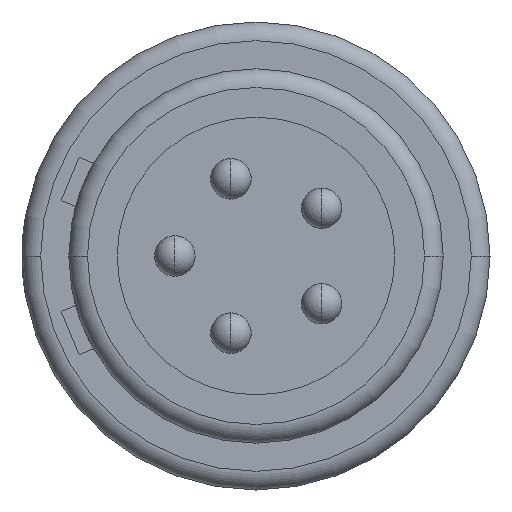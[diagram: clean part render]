
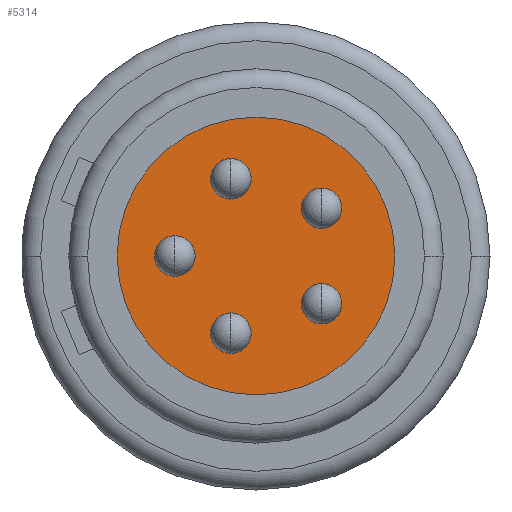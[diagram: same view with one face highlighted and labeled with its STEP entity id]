
A CAD part, left-side view. The second image highlights one B-rep face of the part: STEP entity #5314.
In plain terms, the highlighted planar face has unit normal (-1, 0, 0).
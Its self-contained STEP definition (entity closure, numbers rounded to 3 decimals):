
#1514=CARTESIAN_POINT('',(-2.5,2.6,0.));
#1515=DIRECTION('',(-1.,0.,0.));
#1516=DIRECTION('',(0.,0.,1.));
#1517=AXIS2_PLACEMENT_3D('',#1514,#1515,#1516);
#1522=CARTESIAN_POINT('',(-2.5,2.6,0.));
#1523=DIRECTION('',(-1.,0.,0.));
#1524=DIRECTION('',(0.,0.,-1.));
#1525=AXIS2_PLACEMENT_3D('',#1522,#1523,#1524);
#1530=CARTESIAN_POINT('',(-2.5,0.803,2.473));
#1531=DIRECTION('',(-1.,0.,0.));
#1532=DIRECTION('',(0.,0.,1.));
#1533=AXIS2_PLACEMENT_3D('',#1530,#1531,#1532);
#1538=CARTESIAN_POINT('',(-2.5,0.803,2.473));
#1539=DIRECTION('',(-1.,0.,0.));
#1540=DIRECTION('',(0.,0.,-1.));
#1541=AXIS2_PLACEMENT_3D('',#1538,#1539,#1540);
#1546=CARTESIAN_POINT('',(-2.5,-2.103,-1.528));
#1547=DIRECTION('',(-1.,0.,0.));
#1548=DIRECTION('',(0.,0.,1.));
#1549=AXIS2_PLACEMENT_3D('',#1546,#1547,#1548);
#1554=CARTESIAN_POINT('',(-2.5,-2.103,-1.528));
#1555=DIRECTION('',(-1.,0.,0.));
#1556=DIRECTION('',(0.,0.,-1.));
#1557=AXIS2_PLACEMENT_3D('',#1554,#1555,#1556);
#1562=CARTESIAN_POINT('',(-2.5,0.803,-2.473));
#1563=DIRECTION('',(-1.,0.,0.));
#1564=DIRECTION('',(0.,0.,1.));
#1565=AXIS2_PLACEMENT_3D('',#1562,#1563,#1564);
#1570=CARTESIAN_POINT('',(-2.5,0.803,-2.473));
#1571=DIRECTION('',(-1.,0.,0.));
#1572=DIRECTION('',(0.,0.,-1.));
#1573=AXIS2_PLACEMENT_3D('',#1570,#1571,#1572);
#1578=CARTESIAN_POINT('',(-2.5,-2.103,1.528));
#1579=DIRECTION('',(-1.,0.,0.));
#1580=DIRECTION('',(0.,0.,1.));
#1581=AXIS2_PLACEMENT_3D('',#1578,#1579,#1580);
#1586=CARTESIAN_POINT('',(-2.5,-2.103,1.528));
#1587=DIRECTION('',(-1.,0.,0.));
#1588=DIRECTION('',(0.,0.,-1.));
#1589=AXIS2_PLACEMENT_3D('',#1586,#1587,#1588);
#1594=CARTESIAN_POINT('',(-2.5,0.,0.));
#1595=DIRECTION('',(1.,0.,0.));
#1596=DIRECTION('',(0.,1.,0.));
#1597=AXIS2_PLACEMENT_3D('',#1594,#1595,#1596);
#1602=CARTESIAN_POINT('',(-2.5,0.,0.));
#1603=DIRECTION('',(1.,0.,0.));
#1604=DIRECTION('',(0.,-1.,0.));
#1605=AXIS2_PLACEMENT_3D('',#1602,#1603,#1604);
#3068=CARTESIAN_POINT('',(-2.5,2.6,0.65));
#3069=CARTESIAN_POINT('',(-2.5,2.6,-0.65));
#3070=VERTEX_POINT('',#3068);
#3071=VERTEX_POINT('',#3069);
#3072=CARTESIAN_POINT('',(-2.5,0.803,3.123));
#3073=CARTESIAN_POINT('',(-2.5,0.803,1.823));
#3074=VERTEX_POINT('',#3072);
#3075=VERTEX_POINT('',#3073);
#3076=CARTESIAN_POINT('',(-2.5,-2.103,-0.878));
#3077=CARTESIAN_POINT('',(-2.5,-2.103,-2.178));
#3078=VERTEX_POINT('',#3076);
#3079=VERTEX_POINT('',#3077);
#3080=CARTESIAN_POINT('',(-2.5,0.803,-1.823));
#3081=CARTESIAN_POINT('',(-2.5,0.803,-3.123));
#3082=VERTEX_POINT('',#3080);
#3083=VERTEX_POINT('',#3081);
#3084=CARTESIAN_POINT('',(-2.5,-2.103,2.178));
#3085=CARTESIAN_POINT('',(-2.5,-2.103,0.878));
#3086=VERTEX_POINT('',#3084);
#3087=VERTEX_POINT('',#3085);
#3167=CARTESIAN_POINT('',(-2.5,4.45,0.));
#3168=VERTEX_POINT('',#3167);
#3173=CARTESIAN_POINT('',(-2.5,-4.45,0.));
#3174=VERTEX_POINT('',#3173);
#5275=CARTESIAN_POINT('',(-2.5,0.,0.));
#5276=DIRECTION('',(1.,0.,0.));
#5277=DIRECTION('',(0.,0.,-1.));
#5278=AXIS2_PLACEMENT_3D('',#5275,#5276,#5277);
#5279=PLANE('',#5278);
#5280=ORIENTED_EDGE('',*,*,#5200,.T.);
#5281=ORIENTED_EDGE('',*,*,#5240,.T.);
#5282=EDGE_LOOP('',(#5280,#5281));
#5283=FACE_OUTER_BOUND('',#5282,.F.);
#5285=ORIENTED_EDGE('',*,*,#5284,.T.);
#5287=ORIENTED_EDGE('',*,*,#5286,.T.);
#5288=EDGE_LOOP('',(#5285,#5287));
#5289=FACE_BOUND('',#5288,.F.);
#5291=ORIENTED_EDGE('',*,*,#5290,.T.);
#5293=ORIENTED_EDGE('',*,*,#5292,.T.);
#5294=EDGE_LOOP('',(#5291,#5293));
#5295=FACE_BOUND('',#5294,.F.);
#5297=ORIENTED_EDGE('',*,*,#5296,.T.);
#5299=ORIENTED_EDGE('',*,*,#5298,.T.);
#5300=EDGE_LOOP('',(#5297,#5299));
#5301=FACE_BOUND('',#5300,.F.);
#5303=ORIENTED_EDGE('',*,*,#5302,.T.);
#5305=ORIENTED_EDGE('',*,*,#5304,.T.);
#5306=EDGE_LOOP('',(#5303,#5305));
#5307=FACE_BOUND('',#5306,.F.);
#5309=ORIENTED_EDGE('',*,*,#5308,.T.);
#5311=ORIENTED_EDGE('',*,*,#5310,.T.);
#5312=EDGE_LOOP('',(#5309,#5311));
#5313=FACE_BOUND('',#5312,.F.);
#1518=CIRCLE('',#1517,0.65);
#1526=CIRCLE('',#1525,0.65);
#1534=CIRCLE('',#1533,0.65);
#1542=CIRCLE('',#1541,0.65);
#1550=CIRCLE('',#1549,0.65);
#1558=CIRCLE('',#1557,0.65);
#1566=CIRCLE('',#1565,0.65);
#1574=CIRCLE('',#1573,0.65);
#1582=CIRCLE('',#1581,0.65);
#1590=CIRCLE('',#1589,0.65);
#1598=CIRCLE('',#1597,4.45);
#1606=CIRCLE('',#1605,4.45);
#5200=EDGE_CURVE('',#3168,#3174,#1598,.T.);
#5240=EDGE_CURVE('',#3174,#3168,#1606,.T.);
#5284=EDGE_CURVE('',#3074,#3075,#1534,.T.);
#5286=EDGE_CURVE('',#3075,#3074,#1542,.T.);
#5290=EDGE_CURVE('',#3078,#3079,#1550,.T.);
#5292=EDGE_CURVE('',#3079,#3078,#1558,.T.);
#5296=EDGE_CURVE('',#3082,#3083,#1566,.T.);
#5298=EDGE_CURVE('',#3083,#3082,#1574,.T.);
#5302=EDGE_CURVE('',#3086,#3087,#1582,.T.);
#5304=EDGE_CURVE('',#3087,#3086,#1590,.T.);
#5308=EDGE_CURVE('',#3070,#3071,#1518,.T.);
#5310=EDGE_CURVE('',#3071,#3070,#1526,.T.);
#5314=ADVANCED_FACE('',(#5283,#5289,#5295,#5301,#5307,#5313),#5279,.F.);
